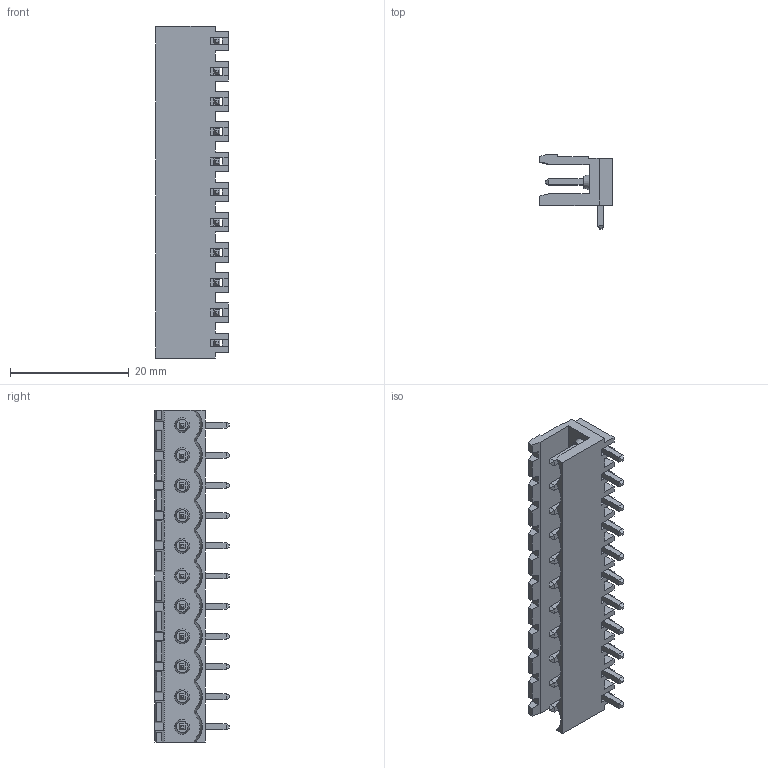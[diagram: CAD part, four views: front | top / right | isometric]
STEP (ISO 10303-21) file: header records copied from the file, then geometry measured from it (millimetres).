
FILE_DESCRIPTION( ( 'STEP AP214' ), '1' );
FILE_NAME( ' ', ' ', ( ' ' ), ( ' ' ), 'PSStep 11.0', 'VISI 17.0', ' ' );
FILE_SCHEMA( ( 'AUTOMOTIVE_DESIGN { 1 0 10303 214 1 1 1 1 }' ) );
Length unit declared in the file: millimetre
Products named in the file (1): 1
Bounding box: 12.2 x 12.5 x 55.88 mm (x, y, z)
Volume: 2440.9 mm3; surface area: 4687.5 mm2
Topology: 1 solids, 12 shells, 600 faces, 1574 edges, 1009 vertices
Faces by surface type: plane 556, cone 22, cylinder 22
Entity records: 22694 total; most frequent: CARTESIAN_POINT 3217, ORIENTED_EDGE 3104, DIRECTION 2809, EDGE_CURVE 1552, LINE 1453, VECTOR 1453, VERTEX_POINT 998, AXIS2_PLACEMENT_3D 678
